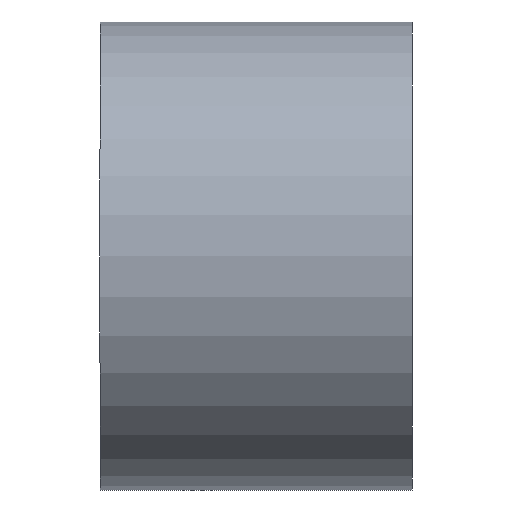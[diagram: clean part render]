
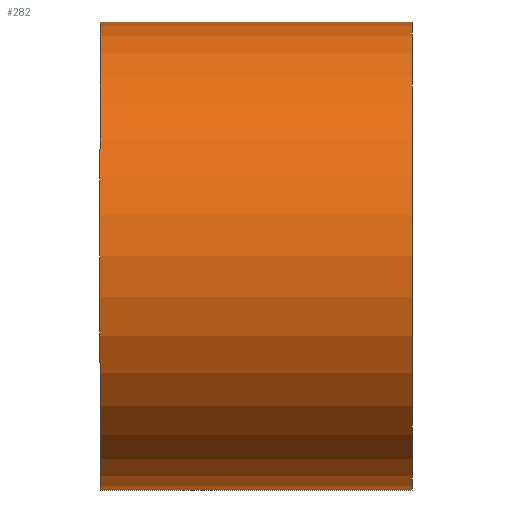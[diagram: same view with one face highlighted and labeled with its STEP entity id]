
A CAD part, left-side view. The second image highlights one B-rep face of the part: STEP entity #282.
In plain terms, the highlighted cylindrical face has radius 9.525 mm (diameter 19.05 mm), a partial arc.
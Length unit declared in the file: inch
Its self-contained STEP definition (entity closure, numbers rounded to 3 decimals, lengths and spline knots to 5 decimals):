
#41 = DIRECTION ( 'NONE',  ( 0., 0., -1. ) ) ;
#42 = DIRECTION ( 'NONE',  ( 0., -1., 0. ) ) ;
#46 = CARTESIAN_POINT ( 'NONE',  ( 0., 0.5, 0. ) ) ;
#75 = DIRECTION ( 'NONE',  ( 0., 0., -1. ) ) ;
#76 = DIRECTION ( 'NONE',  ( 0., -1., 0. ) ) ;
#77 = CARTESIAN_POINT ( 'NONE',  ( 0., 0., 0. ) ) ;
#84 = DIRECTION ( 'NONE',  ( 0., 0., -1. ) ) ;
#85 = DIRECTION ( 'NONE',  ( 0., -1., 0. ) ) ;
#86 = CARTESIAN_POINT ( 'NONE',  ( 0., 0., 0. ) ) ;
#89 = DIRECTION ( 'NONE',  ( 0., -1., 0. ) ) ;
#90 = CARTESIAN_POINT ( 'NONE',  ( 0., 0., 0.375 ) ) ;
#91 = LINE ( 'NONE', #90, #137 ) ;
#101 = DIRECTION ( 'NONE',  ( 0., -1., 0. ) ) ;
#102 = CARTESIAN_POINT ( 'NONE',  ( 0., 0., -0.375 ) ) ;
#103 = LINE ( 'NONE', #102, #143 ) ;
#117 = AXIS2_PLACEMENT_3D ( 'NONE', #46, #42, #41 ) ;
#133 = AXIS2_PLACEMENT_3D ( 'NONE', #77, #76, #75 ) ;
#135 = CYLINDRICAL_SURFACE ( 'NONE', #133, 0.375 ) ;
#137 = VECTOR ( 'NONE', #89, 39.37008 ) ;
#143 = VECTOR ( 'NONE', #101, 39.37008 ) ;
#144 = FACE_OUTER_BOUND ( 'NONE', #244, .T. ) ;
#149 = AXIS2_PLACEMENT_3D ( 'NONE', #86, #85, #84 ) ;
#177 = CARTESIAN_POINT ( 'NONE',  ( 0., 0., 0.375 ) ) ;
#178 = CARTESIAN_POINT ( 'NONE',  ( 0., 0.5, -0.375 ) ) ;
#179 = CARTESIAN_POINT ( 'NONE',  ( 0., 0.5, 0.375 ) ) ;
#180 = CARTESIAN_POINT ( 'NONE',  ( 0., 0., -0.375 ) ) ;
#199 = ORIENTED_EDGE ( 'NONE', *, *, #273, .T. ) ;
#200 = ORIENTED_EDGE ( 'NONE', *, *, #297, .T. ) ;
#201 = ORIENTED_EDGE ( 'NONE', *, *, #277, .F. ) ;
#202 = ORIENTED_EDGE ( 'NONE', *, *, #279, .F. ) ;
#230 = VERTEX_POINT ( 'NONE', #180 ) ;
#231 = VERTEX_POINT ( 'NONE', #179 ) ;
#232 = VERTEX_POINT ( 'NONE', #178 ) ;
#233 = VERTEX_POINT ( 'NONE', #177 ) ;
#244 = EDGE_LOOP ( 'NONE', ( #201, #200, #199, #202 ) ) ;
#273 = EDGE_CURVE ( 'NONE', #232, #230, #103, .T. ) ;
#277 = EDGE_CURVE ( 'NONE', #231, #233, #91, .T. ) ;
#279 = EDGE_CURVE ( 'NONE', #233, #230, #300, .T. ) ;
#282 = ADVANCED_FACE ( 'NONE', ( #144 ), #135, .T. ) ;
#297 = EDGE_CURVE ( 'NONE', #231, #232, #305, .T. ) ;
#300 = CIRCLE ( 'NONE', #149, 0.375 ) ;
#305 = CIRCLE ( 'NONE', #117, 0.375 ) ;
